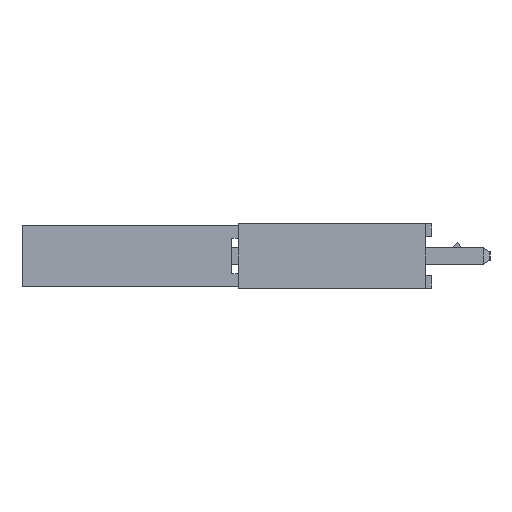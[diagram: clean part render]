
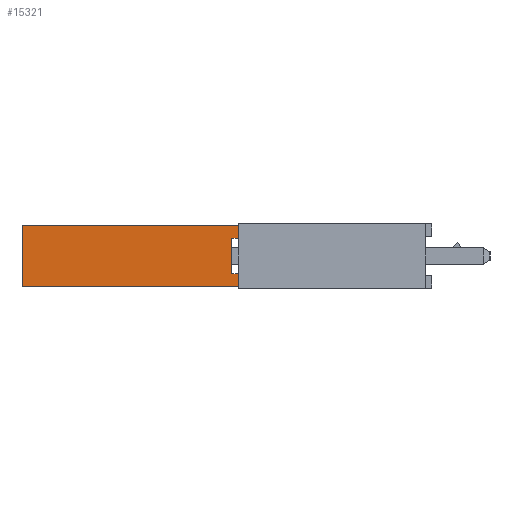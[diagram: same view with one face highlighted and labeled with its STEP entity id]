
A CAD part, left-side view. The second image highlights one B-rep face of the part: STEP entity #15321.
In plain terms, the highlighted planar face has unit normal (-1, 0, 0).
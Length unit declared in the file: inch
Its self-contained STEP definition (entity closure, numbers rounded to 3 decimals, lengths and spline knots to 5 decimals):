
#499=ORIENTED_EDGE('',*,*,#4859,.T.);
#500=ORIENTED_EDGE('',*,*,#4637,.T.);
#501=ORIENTED_EDGE('',*,*,#4761,.F.);
#502=ORIENTED_EDGE('',*,*,#4911,.F.);
#503=ORIENTED_EDGE('',*,*,#4755,.T.);
#504=ORIENTED_EDGE('',*,*,#4704,.T.);
#505=ORIENTED_EDGE('',*,*,#4910,.T.);
#506=ORIENTED_EDGE('',*,*,#4912,.T.);
#4637=EDGE_CURVE('',#6878,#6877,#8349,.T.);
#4704=EDGE_CURVE('',#6945,#6944,#8416,.T.);
#4755=EDGE_CURVE('',#6979,#6945,#8467,.T.);
#4761=EDGE_CURVE('',#6983,#6877,#8473,.T.);
#4859=EDGE_CURVE('',#7048,#6878,#8571,.T.);
#4910=EDGE_CURVE('',#6944,#7082,#8622,.T.);
#4911=EDGE_CURVE('',#6979,#6983,#8623,.T.);
#4912=EDGE_CURVE('',#7082,#7048,#8624,.T.);
#6877=VERTEX_POINT('',#21064);
#6878=VERTEX_POINT('',#21066);
#6944=VERTEX_POINT('',#21215);
#6945=VERTEX_POINT('',#21217);
#6979=VERTEX_POINT('',#21303);
#6983=VERTEX_POINT('',#21313);
#7048=VERTEX_POINT('',#21492);
#7082=VERTEX_POINT('',#21595);
#8349=LINE('',#21065,#10557);
#8416=LINE('',#21216,#10624);
#8467=LINE('',#21302,#10675);
#8473=LINE('',#21314,#10681);
#8571=LINE('',#21494,#10779);
#8622=LINE('',#21596,#10830);
#8623=LINE('',#21598,#10831);
#8624=LINE('',#21599,#10832);
#10557=VECTOR('',#17086,39.37008);
#10624=VECTOR('',#17187,39.37008);
#10675=VECTOR('',#17240,39.37008);
#10681=VECTOR('',#17248,39.37008);
#10779=VECTOR('',#17380,39.37008);
#10830=VECTOR('',#17465,39.37008);
#10831=VECTOR('',#17468,39.37008);
#10832=VECTOR('',#17469,39.37008);
#12769=EDGE_LOOP('',(#499,#500,#501,#502,#503,#504,#505,#506));
#13641=FACE_BOUND('',#12769,.T.);
#14513=PLANE('',#16194);
#15321=ADVANCED_FACE('',(#13641),#14513,.F.);
#16194=AXIS2_PLACEMENT_3D('',#21597,#17466,#17467);
#17086=DIRECTION('',(0.,0.,1.));
#17187=DIRECTION('',(0.,0.,1.));
#17240=DIRECTION('',(0.,-1.,0.));
#17248=DIRECTION('',(0.,-1.,0.));
#17380=DIRECTION('',(0.,-1.,0.));
#17465=DIRECTION('',(0.,1.,0.));
#17466=DIRECTION('',(1.,0.,0.));
#17467=DIRECTION('',(0.,0.,-1.));
#17468=DIRECTION('',(0.,0.,1.));
#17469=DIRECTION('',(0.,0.,1.));
#21064=CARTESIAN_POINT('',(0.,0.,0.0475));
#21065=CARTESIAN_POINT('',(0.,0.,-0.0475));
#21066=CARTESIAN_POINT('',(0.,0.,0.0275));
#21215=CARTESIAN_POINT('',(0.,0.,-0.0275));
#21216=CARTESIAN_POINT('',(0.,0.,-0.0475));
#21217=CARTESIAN_POINT('',(0.,0.,-0.0475));
#21302=CARTESIAN_POINT('',(0.,0.335,-0.0475));
#21303=CARTESIAN_POINT('',(0.,0.335,-0.0475));
#21313=CARTESIAN_POINT('',(0.,0.335,0.0475));
#21314=CARTESIAN_POINT('',(0.,0.335,0.0475));
#21492=CARTESIAN_POINT('',(0.,0.01,0.0275));
#21494=CARTESIAN_POINT('',(0.,0.01,0.0275));
#21595=CARTESIAN_POINT('',(0.,0.01,-0.0275));
#21596=CARTESIAN_POINT('',(0.,0.,-0.0275));
#21597=CARTESIAN_POINT('',(0.,0.335,-0.0475));
#21598=CARTESIAN_POINT('',(0.,0.335,-0.0475));
#21599=CARTESIAN_POINT('',(0.,0.01,-0.0275));
